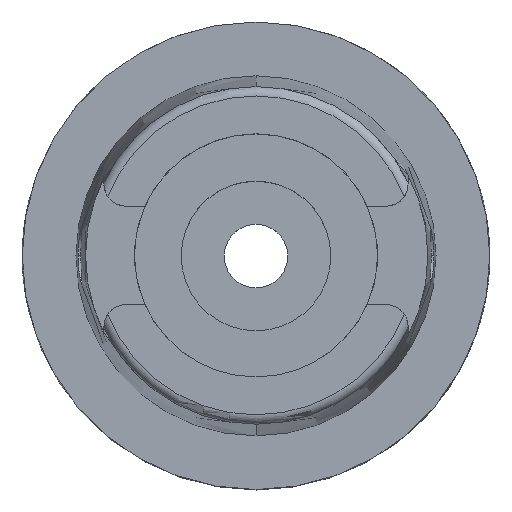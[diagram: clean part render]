
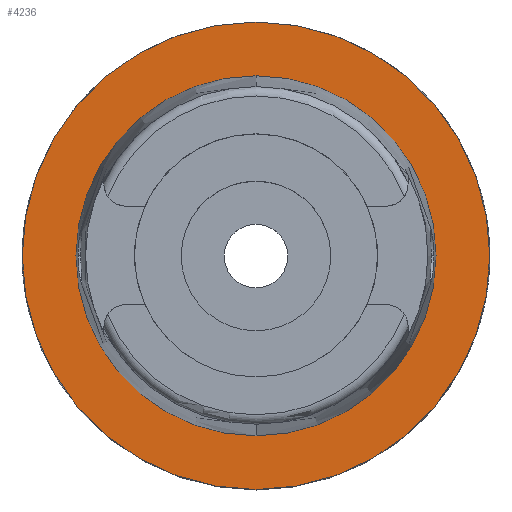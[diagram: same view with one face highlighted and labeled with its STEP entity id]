
A CAD part, top view. The second image highlights one B-rep face of the part: STEP entity #4236.
In plain terms, the highlighted planar face has unit normal (0, 0, 1).
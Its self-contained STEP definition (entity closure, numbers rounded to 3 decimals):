
#2153=CARTESIAN_POINT('',(0.,0.,0.));
#2154=DIRECTION('',(0.,0.,-1.));
#2155=DIRECTION('',(0.,-1.,0.));
#2156=AXIS2_PLACEMENT_3D('',#2153,#2154,#2155);
#2161=CARTESIAN_POINT('',(0.,0.,0.));
#2162=DIRECTION('',(0.,0.,-1.));
#2163=DIRECTION('',(0.,1.,0.));
#2164=AXIS2_PLACEMENT_3D('',#2161,#2162,#2163);
#2169=CARTESIAN_POINT('',(0.,0.,0.));
#2170=DIRECTION('',(0.,0.,1.));
#2171=DIRECTION('',(0.,-1.,0.));
#2172=AXIS2_PLACEMENT_3D('',#2169,#2170,#2171);
#2177=CARTESIAN_POINT('',(0.,0.,0.));
#2178=DIRECTION('',(0.,0.,1.));
#2179=DIRECTION('',(0.,1.,0.));
#2180=AXIS2_PLACEMENT_3D('',#2177,#2178,#2179);
#2400=CARTESIAN_POINT('',(0.,-19.25,0.));
#2401=VERTEX_POINT('',#2400);
#2402=CARTESIAN_POINT('',(0.,19.25,0.));
#2403=VERTEX_POINT('',#2402);
#2657=CARTESIAN_POINT('',(0.,25.,0.));
#2658=VERTEX_POINT('',#2657);
#2659=CARTESIAN_POINT('',(0.,-25.,0.));
#2660=VERTEX_POINT('',#2659);
#4223=CARTESIAN_POINT('',(0.,0.,0.));
#4224=DIRECTION('',(0.,0.,-1.));
#4225=DIRECTION('',(0.,-1.,0.));
#4226=AXIS2_PLACEMENT_3D('',#4223,#4224,#4225);
#4227=PLANE('',#4226);
#4228=ORIENTED_EDGE('',*,*,#3945,.T.);
#4229=ORIENTED_EDGE('',*,*,#3978,.T.);
#4230=EDGE_LOOP('',(#4228,#4229));
#4231=FACE_OUTER_BOUND('',#4230,.F.);
#4232=ORIENTED_EDGE('',*,*,#2888,.T.);
#4233=ORIENTED_EDGE('',*,*,#2857,.T.);
#4234=EDGE_LOOP('',(#4232,#4233));
#4235=FACE_BOUND('',#4234,.F.);
#2157=CIRCLE('',#2156,25.);
#2165=CIRCLE('',#2164,25.);
#2173=CIRCLE('',#2172,19.25);
#2181=CIRCLE('',#2180,19.25);
#2857=EDGE_CURVE('',#2403,#2401,#2181,.T.);
#2888=EDGE_CURVE('',#2401,#2403,#2173,.T.);
#3945=EDGE_CURVE('',#2660,#2658,#2157,.T.);
#3978=EDGE_CURVE('',#2658,#2660,#2165,.T.);
#4236=ADVANCED_FACE('',(#4231,#4235),#4227,.F.);
